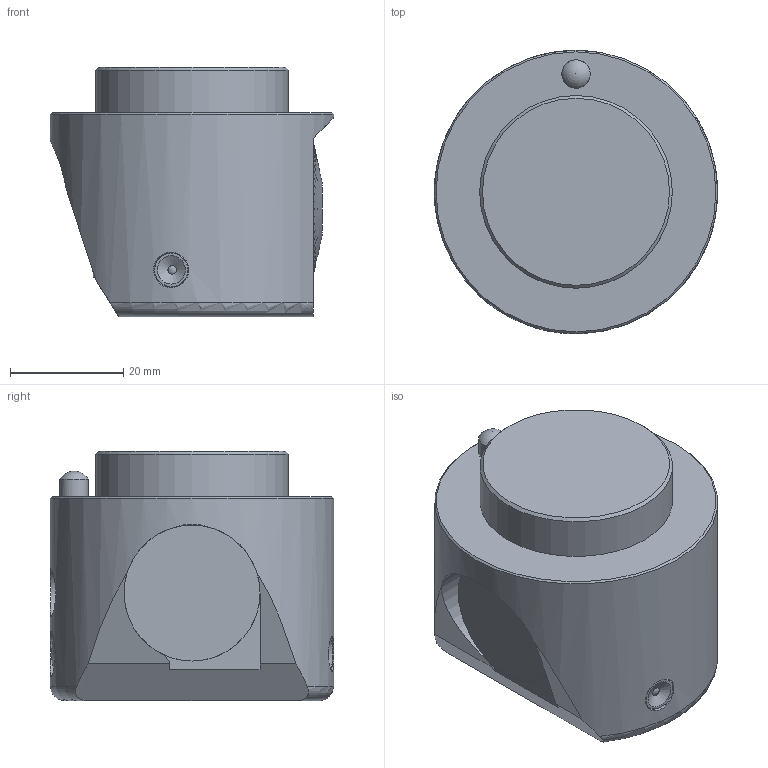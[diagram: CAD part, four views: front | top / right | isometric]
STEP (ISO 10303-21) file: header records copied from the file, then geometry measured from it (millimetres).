
FILE_DESCRIPTION(/* description */ (''),/* implementation_level */ '2;1');
FILE_NAME(/* name */ '1694592126287.stp',/* time_stamp */ '2023-09-13T10:02:12+02:00',/* author */ (''),/* organization */ ('SMS'),/* preprocessor_version */ 'ST-DEVELOPER v16.7',/* originating_system */ 'SIEMENS PLM Software NX 12.0',/* authorisation */ '');
FILE_SCHEMA (('AUTOMOTIVE_DESIGN { 1 0 10303 214 3 1 1 1 }'));
Length unit declared in the file: millimetre
Products named in the file (1): 111165456mod000_02
Bounding box: 50 x 50 x 44 mm (x, y, z)
Volume: 69424.3 mm3; surface area: 16072.2 mm2
Topology: 2 solids, 3 shells, 279 faces, 788 edges, 529 vertices
Faces by surface type: plane 244, cylinder 20, cone 10, sphere 3, torus 2
Full cylindrical faces by diameter (mm): 1.5 x1, 4.7 x1, 5.008 x1, 6 x1, 6.25 x1, 8 x1, 8.009 x1, 8.018 x1, 8.5 x1, 9.5 x1, 24 x2, 34 x1, 50 x1
Entity records: 9015 total; most frequent: CARTESIAN_POINT 1805, ORIENTED_EDGE 1492, DIRECTION 1449, EDGE_CURVE 746, LINE 567, VECTOR 567, VERTEX_POINT 510, AXIS2_PLACEMENT_3D 441
